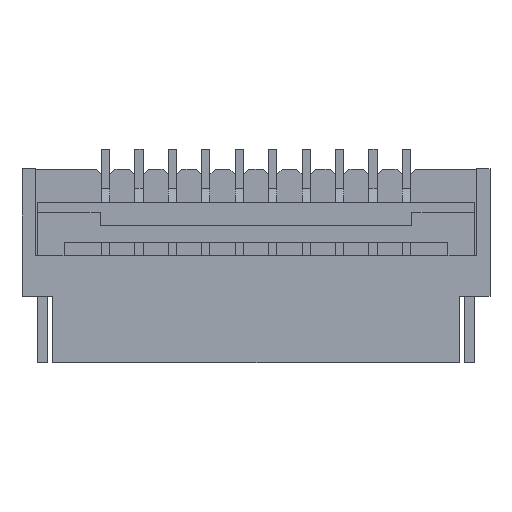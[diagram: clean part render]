
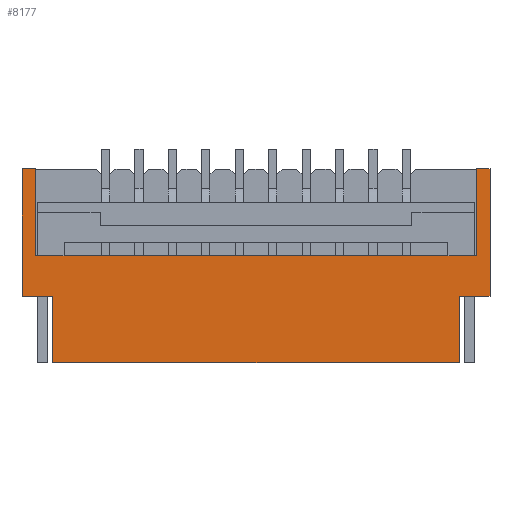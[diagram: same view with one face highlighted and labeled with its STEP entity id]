
A CAD part, top view. The second image highlights one B-rep face of the part: STEP entity #8177.
In plain terms, the highlighted planar face has unit normal (0, 0, 1).
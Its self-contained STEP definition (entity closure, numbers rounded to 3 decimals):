
#224=FACE_OUTER_BOUND('',#696,.T.);
#696=EDGE_LOOP('',(#5331,#5332,#5333,#5334,#5335,#5336,#5337,#5338,#5339,
#5340,#5341,#5342));
#1298=LINE('',#11617,#2326);
#1307=LINE('',#11635,#2335);
#1310=LINE('',#11640,#2338);
#1312=LINE('',#11644,#2340);
#1314=LINE('',#11648,#2342);
#1316=LINE('',#11652,#2344);
#1322=LINE('',#11664,#2350);
#1324=LINE('',#11668,#2352);
#1325=LINE('',#11670,#2353);
#1326=LINE('',#11673,#2354);
#1327=LINE('',#11675,#2355);
#1328=LINE('',#11676,#2356);
#2326=VECTOR('',#9471,1000.);
#2335=VECTOR('',#9482,1000.);
#2338=VECTOR('',#9487,1000.);
#2340=VECTOR('',#9491,1000.);
#2342=VECTOR('',#9495,1000.);
#2344=VECTOR('',#9499,1000.);
#2350=VECTOR('',#9507,1000.);
#2352=VECTOR('',#9511,1000.);
#2353=VECTOR('',#9514,1000.);
#2354=VECTOR('',#9517,1000.);
#2355=VECTOR('',#9518,1000.);
#2356=VECTOR('',#9519,1000.);
#3315=VERTEX_POINT('',#11614);
#3316=VERTEX_POINT('',#11616);
#3323=VERTEX_POINT('',#11632);
#3324=VERTEX_POINT('',#11634);
#3325=VERTEX_POINT('',#11638);
#3326=VERTEX_POINT('',#11642);
#3327=VERTEX_POINT('',#11646);
#3328=VERTEX_POINT('',#11650);
#3333=VERTEX_POINT('',#11662);
#3334=VERTEX_POINT('',#11666);
#3335=VERTEX_POINT('',#11672);
#3336=VERTEX_POINT('',#11674);
#4084=EDGE_CURVE('',#3316,#3315,#1298,.T.);
#4093=EDGE_CURVE('',#3324,#3323,#1307,.T.);
#4096=EDGE_CURVE('',#3315,#3325,#1310,.T.);
#4098=EDGE_CURVE('',#3325,#3326,#1312,.T.);
#4100=EDGE_CURVE('',#3326,#3327,#1314,.T.);
#4102=EDGE_CURVE('',#3327,#3328,#1316,.T.);
#4108=EDGE_CURVE('',#3328,#3333,#1322,.T.);
#4110=EDGE_CURVE('',#3333,#3334,#1324,.T.);
#4111=EDGE_CURVE('',#3334,#3324,#1325,.T.);
#4112=EDGE_CURVE('',#3316,#3335,#1326,.T.);
#4113=EDGE_CURVE('',#3336,#3323,#1327,.T.);
#4114=EDGE_CURVE('',#3335,#3336,#1328,.T.);
#5331=ORIENTED_EDGE('',*,*,#4112,.F.);
#5332=ORIENTED_EDGE('',*,*,#4084,.T.);
#5333=ORIENTED_EDGE('',*,*,#4096,.T.);
#5334=ORIENTED_EDGE('',*,*,#4098,.T.);
#5335=ORIENTED_EDGE('',*,*,#4100,.T.);
#5336=ORIENTED_EDGE('',*,*,#4102,.T.);
#5337=ORIENTED_EDGE('',*,*,#4108,.T.);
#5338=ORIENTED_EDGE('',*,*,#4110,.T.);
#5339=ORIENTED_EDGE('',*,*,#4111,.T.);
#5340=ORIENTED_EDGE('',*,*,#4093,.T.);
#5341=ORIENTED_EDGE('',*,*,#4113,.F.);
#5342=ORIENTED_EDGE('',*,*,#4114,.F.);
#7208=PLANE('',#8718);
#8177=ADVANCED_FACE('',(#224),#7208,.T.);
#8718=AXIS2_PLACEMENT_3D('',#11671,#9515,#9516);
#9471=DIRECTION('',(-1.,0.,0.));
#9482=DIRECTION('',(-1.,0.,0.));
#9487=DIRECTION('',(0.,-1.,0.));
#9491=DIRECTION('',(1.,0.,0.));
#9495=DIRECTION('',(0.,-1.,0.));
#9499=DIRECTION('',(1.,0.,0.));
#9507=DIRECTION('',(0.,1.,0.));
#9511=DIRECTION('',(1.,0.,0.));
#9514=DIRECTION('',(0.,1.,0.));
#9515=DIRECTION('center_axis',(0.,0.,1.));
#9516=DIRECTION('ref_axis',(1.,0.,0.));
#9517=DIRECTION('',(0.,-1.,0.));
#9518=DIRECTION('',(0.,1.,0.));
#9519=DIRECTION('',(1.,0.,0.));
#11614=CARTESIAN_POINT('',(-1.25,0.23,0.9));
#11616=CARTESIAN_POINT('',(-1.05,0.23,0.9));
#11617=CARTESIAN_POINT('',(-1.25,0.23,0.9));
#11632=CARTESIAN_POINT('',(5.55,0.23,0.9));
#11634=CARTESIAN_POINT('',(5.75,0.23,0.9));
#11635=CARTESIAN_POINT('',(-1.25,0.23,0.9));
#11638=CARTESIAN_POINT('',(-1.25,-1.67,0.9));
#11640=CARTESIAN_POINT('',(-1.25,0.23,0.9));
#11642=CARTESIAN_POINT('',(-0.79,-1.67,0.9));
#11644=CARTESIAN_POINT('',(-1.25,-1.67,0.9));
#11646=CARTESIAN_POINT('',(-0.79,-2.67,0.9));
#11648=CARTESIAN_POINT('',(-0.79,-1.67,0.9));
#11650=CARTESIAN_POINT('',(5.29,-2.67,0.9));
#11652=CARTESIAN_POINT('',(-0.79,-2.67,0.9));
#11662=CARTESIAN_POINT('',(5.29,-1.67,0.9));
#11664=CARTESIAN_POINT('',(5.29,-2.67,0.9));
#11666=CARTESIAN_POINT('',(5.75,-1.67,0.9));
#11668=CARTESIAN_POINT('',(5.29,-1.67,0.9));
#11670=CARTESIAN_POINT('',(5.75,0.23,0.9));
#11671=CARTESIAN_POINT('Origin',(0.,0.,0.9));
#11672=CARTESIAN_POINT('',(-1.05,-1.07,0.9));
#11673=CARTESIAN_POINT('',(-1.05,0.23,0.9));
#11674=CARTESIAN_POINT('',(5.55,-1.07,0.9));
#11675=CARTESIAN_POINT('',(5.55,0.23,0.9));
#11676=CARTESIAN_POINT('',(-1.05,-1.07,0.9));
